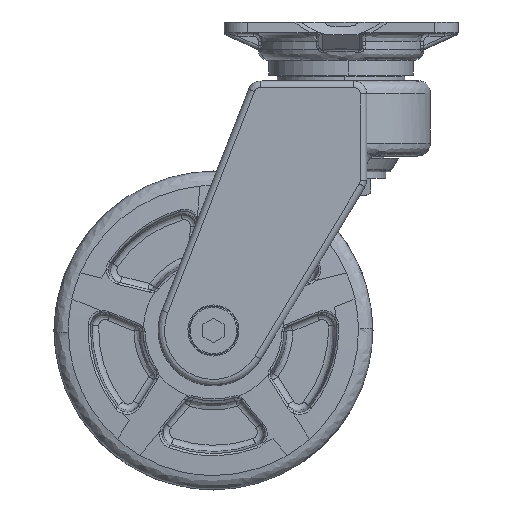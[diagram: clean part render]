
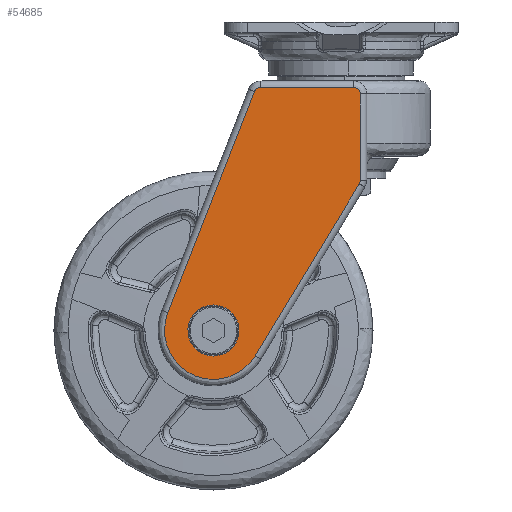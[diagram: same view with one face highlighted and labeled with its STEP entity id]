
A CAD part, front view. The second image highlights one B-rep face of the part: STEP entity #54685.
In plain terms, the highlighted free-form (B-spline) face has degree [1, 1] with [2, 2] control points.
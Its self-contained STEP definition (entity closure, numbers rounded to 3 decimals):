
#53462=CARTESIAN_POINT('',(-11.978,-43.5,-126.267));
#53463=VERTEX_POINT('',#53462);
#53469=CARTESIAN_POINT('',(0.0,-43.5,-139.0));
#53470=VERTEX_POINT('',#53469);
#53471=CARTESIAN_POINT('',(-11.978,-43.5,-126.267));
#53472=CARTESIAN_POINT('',(-12.,-43.5,-126.633));
#53473=CARTESIAN_POINT('',(-12.0,-43.5,-127.0));
#53474=CARTESIAN_POINT('',(-12.0,-43.5,-139.0));
#53475=CARTESIAN_POINT('',(0.0,-43.5,-139.0));
#53483=(BOUNDED_CURVE()B_SPLINE_CURVE(2,(#53471,#53472,#53473,#53474,#53475),.UNSPECIFIED.,.F.,.U.)B_SPLINE_CURVE_WITH_KNOTS((3,2,3),(0.239,0.25,0.5),.UNSPECIFIED.)CURVE()GEOMETRIC_REPRESENTATION_ITEM()RATIONAL_B_SPLINE_CURVE((0.976,0.988,1.0,0.707,1.0))REPRESENTATION_ITEM(''));
#53484=EDGE_CURVE('',#53463,#53470,#53483,.T.);
#53486=CARTESIAN_POINT('',(11.978,-43.5,-127.733));
#53487=VERTEX_POINT('',#53486);
#53488=CARTESIAN_POINT('',(0.0,-43.5,-139.0));
#53489=CARTESIAN_POINT('',(11.288,-43.5,-139.));
#53490=CARTESIAN_POINT('',(11.978,-43.5,-127.733));
#53498=(BOUNDED_CURVE()B_SPLINE_CURVE(2,(#53488,#53489,#53490),.UNSPECIFIED.,.F.,.U.)B_SPLINE_CURVE_WITH_KNOTS((3,3),(0.5,0.739),.UNSPECIFIED.)CURVE()GEOMETRIC_REPRESENTATION_ITEM()RATIONAL_B_SPLINE_CURVE((1.0,0.72,0.976))REPRESENTATION_ITEM(''));
#53499=EDGE_CURVE('',#53470,#53487,#53498,.T.);
#53531=CARTESIAN_POINT('',(0.0,-43.5,-115.0));
#53532=VERTEX_POINT('',#53531);
#53533=CARTESIAN_POINT('',(11.978,-43.5,-127.733));
#53534=CARTESIAN_POINT('',(12.,-43.5,-127.367));
#53535=CARTESIAN_POINT('',(12.0,-43.5,-127.0));
#53536=CARTESIAN_POINT('',(12.0,-43.5,-115.));
#53537=CARTESIAN_POINT('',(0.0,-43.5,-115.0));
#53545=(BOUNDED_CURVE()B_SPLINE_CURVE(2,(#53533,#53534,#53535,#53536,#53537),.UNSPECIFIED.,.F.,.U.)B_SPLINE_CURVE_WITH_KNOTS((3,2,3),(0.739,0.75,1.0),.UNSPECIFIED.)CURVE()GEOMETRIC_REPRESENTATION_ITEM()RATIONAL_B_SPLINE_CURVE((0.976,0.988,1.0,0.707,1.0))REPRESENTATION_ITEM(''));
#53546=EDGE_CURVE('',#53487,#53532,#53545,.T.);
#53548=CARTESIAN_POINT('',(0.0,-43.5,-115.0));
#53549=CARTESIAN_POINT('',(-11.288,-43.5,-115.));
#53550=CARTESIAN_POINT('',(-11.978,-43.5,-126.267));
#53558=(BOUNDED_CURVE()B_SPLINE_CURVE(2,(#53548,#53549,#53550),.UNSPECIFIED.,.F.,.U.)B_SPLINE_CURVE_WITH_KNOTS((3,3),(0.0,0.239),.UNSPECIFIED.)CURVE()GEOMETRIC_REPRESENTATION_ITEM()RATIONAL_B_SPLINE_CURVE((1.0,0.72,0.976))REPRESENTATION_ITEM(''));
#53559=EDGE_CURVE('',#53532,#53463,#53558,.T.);
#54573=CARTESIAN_POINT('',(-27.589,-43.5,-156.837));
#54574=CARTESIAN_POINT('',(73.595,-43.5,-156.837));
#54575=CARTESIAN_POINT('',(-27.589,-43.5,-5.948));
#54576=CARTESIAN_POINT('',(73.595,-43.5,-5.948));
#54577=B_SPLINE_SURFACE_WITH_KNOTS('',1,1,((#54573,#54575),(#54574,#54576)),.UNSPECIFIED.,.F.,.F.,.U.,(2,2),(2,2),(0.0,101.184),(0.0,150.89),.UNSPECIFIED.);
#54578=CARTESIAN_POINT('',(19.3,-43.5,-14.705));
#54579=VERTEX_POINT('',#54578);
#54580=CARTESIAN_POINT('',(-21.415,-43.5,-118.609));
#54581=VERTEX_POINT('',#54580);
#54582=CARTESIAN_POINT('',(19.3,-43.5,-14.705));
#54583=CARTESIAN_POINT('',(-21.415,-43.5,-118.609));
#54584=QUASI_UNIFORM_CURVE('',1,(#54582,#54583),.UNSPECIFIED.,.F.,.U.);
#54585=EDGE_CURVE('',#54579,#54581,#54584,.T.);
#54586=ORIENTED_EDGE('',*,*,#54585,.T.);
#54587=CARTESIAN_POINT('',(19.679,-43.5,-138.906));
#54588=VERTEX_POINT('',#54587);
#54589=CARTESIAN_POINT('',(-21.415,-43.5,-118.609));
#54590=CARTESIAN_POINT('',(-22.097,-43.5,-120.348));
#54591=CARTESIAN_POINT('',(-22.855,-43.5,-123.3));
#54592=CARTESIAN_POINT('',(-23.112,-43.5,-128.022));
#54593=CARTESIAN_POINT('',(-22.607,-43.5,-131.838));
#54594=CARTESIAN_POINT('',(-21.32,-43.5,-135.92));
#54595=CARTESIAN_POINT('',(-19.606,-43.5,-139.263));
#54596=CARTESIAN_POINT('',(-17.49,-43.5,-142.026));
#54597=CARTESIAN_POINT('',(-15.37,-43.5,-144.188));
#54598=CARTESIAN_POINT('',(-13.208,-43.5,-145.913));
#54599=CARTESIAN_POINT('',(-10.533,-43.5,-147.517));
#54600=CARTESIAN_POINT('',(-7.346,-43.5,-148.911));
#54601=CARTESIAN_POINT('',(-3.702,-43.5,-149.819));
#54602=CARTESIAN_POINT('',(-0.142,-43.5,-150.068));
#54603=CARTESIAN_POINT('',(2.882,-43.5,-149.876));
#54604=CARTESIAN_POINT('',(6.125,-43.5,-149.268));
#54605=CARTESIAN_POINT('',(9.66,-43.5,-148.01));
#54606=CARTESIAN_POINT('',(13.609,-43.5,-145.739));
#54607=CARTESIAN_POINT('',(17.029,-43.5,-142.71));
#54608=CARTESIAN_POINT('',(18.942,-43.5,-140.124));
#54609=CARTESIAN_POINT('',(19.679,-43.5,-138.906));
#54610=B_SPLINE_CURVE_WITH_KNOTS('',3,(#54589,#54590,#54591,#54592,#54593,#54594,#54595,#54596,#54597,#54598,#54599,#54600,#54601,#54602,#54603,#54604,#54605,#54606,#54607,#54608,#54609),.UNSPECIFIED.,.F.,.U.,(4,1,1,1,1,1,1,1,1,1,1,1,1,1,1,1,1,1,4),(0.,5.605,9.075,14.147,17.083,21.888,25.358,27.493,30.963,33.632,36.835,41.373,44.843,47.512,50.448,54.719,58.723,64.062,68.332),.UNSPECIFIED.);
#54611=EDGE_CURVE('',#54581,#54588,#54610,.T.);
#54612=ORIENTED_EDGE('',*,*,#54611,.T.);
#54613=CARTESIAN_POINT('',(68.567,-43.5,-58.102));
#54614=VERTEX_POINT('',#54613);
#54615=CARTESIAN_POINT('',(19.679,-43.5,-138.906));
#54616=CARTESIAN_POINT('',(68.567,-43.5,-58.102));
#54617=QUASI_UNIFORM_CURVE('',1,(#54615,#54616),.UNSPECIFIED.,.F.,.U.);
#54618=EDGE_CURVE('',#54588,#54614,#54617,.T.);
#54619=ORIENTED_EDGE('',*,*,#54618,.T.);
#54620=CARTESIAN_POINT('',(69.0,-43.5,-56.549));
#54621=VERTEX_POINT('',#54620);
#54622=CARTESIAN_POINT('',(68.567,-43.5,-58.102));
#54623=CARTESIAN_POINT('',(69.0,-43.5,-57.386));
#54624=CARTESIAN_POINT('',(69.0,-43.5,-56.549));
#54632=(BOUNDED_CURVE()B_SPLINE_CURVE(2,(#54622,#54623,#54624),.UNSPECIFIED.,.F.,.U.)CURVE()GEOMETRIC_REPRESENTATION_ITEM()QUASI_UNIFORM_CURVE()RATIONAL_B_SPLINE_CURVE((1.0,0.963,1.0))REPRESENTATION_ITEM(''));
#54633=EDGE_CURVE('',#54614,#54621,#54632,.T.);
#54634=ORIENTED_EDGE('',*,*,#54633,.T.);
#54635=CARTESIAN_POINT('',(69.0,-43.5,-15.8));
#54636=VERTEX_POINT('',#54635);
#54637=CARTESIAN_POINT('',(69.0,-43.5,-56.549));
#54638=CARTESIAN_POINT('',(69.0,-43.5,-15.8));
#54639=QUASI_UNIFORM_CURVE('',1,(#54637,#54638),.UNSPECIFIED.,.F.,.U.);
#54640=EDGE_CURVE('',#54621,#54636,#54639,.T.);
#54641=ORIENTED_EDGE('',*,*,#54640,.T.);
#54642=CARTESIAN_POINT('',(66.0,-43.5,-12.8));
#54643=VERTEX_POINT('',#54642);
#54644=CARTESIAN_POINT('',(69.0,-43.5,-15.8));
#54645=CARTESIAN_POINT('',(69.0,-43.5,-12.8));
#54646=CARTESIAN_POINT('',(66.0,-43.5,-12.8));
#54654=(BOUNDED_CURVE()B_SPLINE_CURVE(2,(#54644,#54645,#54646),.UNSPECIFIED.,.F.,.U.)CURVE()GEOMETRIC_REPRESENTATION_ITEM()QUASI_UNIFORM_CURVE()RATIONAL_B_SPLINE_CURVE((1.0,0.707,1.0))REPRESENTATION_ITEM(''));
#54655=EDGE_CURVE('',#54636,#54643,#54654,.T.);
#54656=ORIENTED_EDGE('',*,*,#54655,.T.);
#54657=CARTESIAN_POINT('',(22.093,-43.5,-12.8));
#54658=VERTEX_POINT('',#54657);
#54659=CARTESIAN_POINT('',(66.0,-43.5,-12.8));
#54660=CARTESIAN_POINT('',(22.093,-43.5,-12.8));
#54661=QUASI_UNIFORM_CURVE('',1,(#54659,#54660),.UNSPECIFIED.,.F.,.U.);
#54662=EDGE_CURVE('',#54643,#54658,#54661,.T.);
#54663=ORIENTED_EDGE('',*,*,#54662,.T.);
#54664=CARTESIAN_POINT('',(22.093,-43.5,-12.8));
#54665=CARTESIAN_POINT('',(20.047,-43.5,-12.8));
#54666=CARTESIAN_POINT('',(19.3,-43.5,-14.705));
#54674=(BOUNDED_CURVE()B_SPLINE_CURVE(2,(#54664,#54665,#54666),.UNSPECIFIED.,.F.,.U.)CURVE()GEOMETRIC_REPRESENTATION_ITEM()QUASI_UNIFORM_CURVE()RATIONAL_B_SPLINE_CURVE((1.0,0.826,1.0))REPRESENTATION_ITEM(''));
#54675=EDGE_CURVE('',#54658,#54579,#54674,.T.);
#54676=ORIENTED_EDGE('',*,*,#54675,.T.);
#54677=EDGE_LOOP('',(#54586,#54612,#54619,#54634,#54641,#54656,#54663,#54676));
#54678=FACE_OUTER_BOUND('',#54677,.T.);
#54679=ORIENTED_EDGE('',*,*,#53499,.F.);
#54680=ORIENTED_EDGE('',*,*,#53484,.F.);
#54681=ORIENTED_EDGE('',*,*,#53559,.F.);
#54682=ORIENTED_EDGE('',*,*,#53546,.F.);
#54683=EDGE_LOOP('',(#54679,#54680,#54681,#54682));
#54684=FACE_BOUND('',#54683,.T.);
#54685=ADVANCED_FACE('',(#54678,#54684),#54577,.T.);
